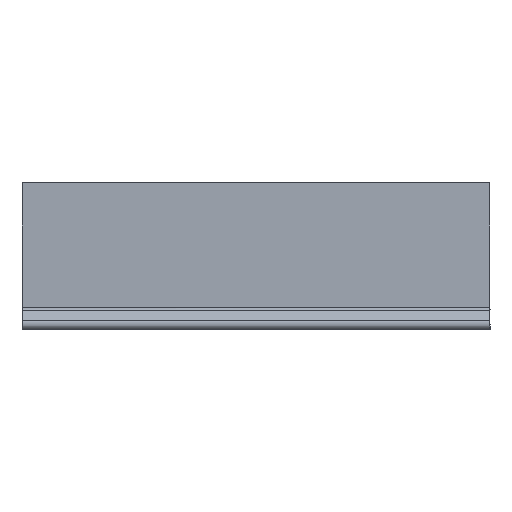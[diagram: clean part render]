
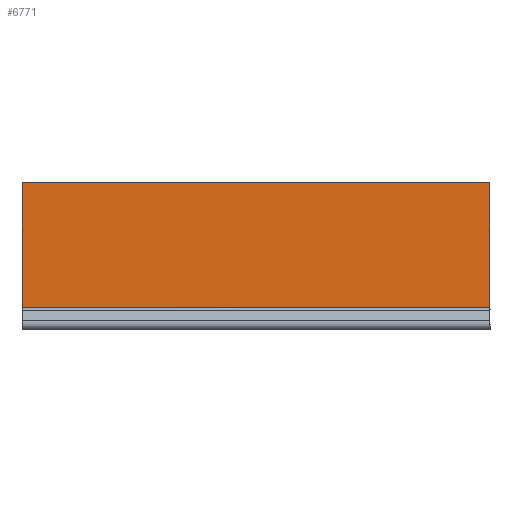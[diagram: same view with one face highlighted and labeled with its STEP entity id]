
A CAD part, left-side view. The second image highlights one B-rep face of the part: STEP entity #6771.
In plain terms, the highlighted planar face has unit normal (-1, 0, 0).
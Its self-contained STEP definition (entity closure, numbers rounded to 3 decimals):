
#55 = PLANE('',#56);
#56 = AXIS2_PLACEMENT_3D('',#57,#58,#59);
#57 = CARTESIAN_POINT('',(171.732,-60.,40.097));
#58 = DIRECTION('',(0.,1.,0.));
#59 = DIRECTION('',(0.,0.,-1.));
#83 = PLANE('',#84);
#84 = AXIS2_PLACEMENT_3D('',#85,#86,#87);
#85 = CARTESIAN_POINT('',(171.732,-60.,40.097));
#86 = DIRECTION('',(0.,0.,-1.));
#87 = DIRECTION('',(1.,0.,0.));
#325 = PLANE('',#326);
#326 = AXIS2_PLACEMENT_3D('',#327,#328,#329);
#327 = CARTESIAN_POINT('',(171.732,90.,40.097));
#328 = DIRECTION('',(0.,1.,0.));
#329 = DIRECTION('',(0.,0.,-1.));
#582 = VERTEX_POINT('',#583);
#583 = CARTESIAN_POINT('',(71.732,-60.,40.097));
#604 = EDGE_CURVE('',#582,#605,#607,.T.);
#605 = VERTEX_POINT('',#606);
#606 = CARTESIAN_POINT('',(71.732,-60.,0.097));
#607 = SURFACE_CURVE('',#608,(#612,#619),.PCURVE_S1.);
#608 = LINE('',#609,#610);
#609 = CARTESIAN_POINT('',(71.732,-60.,40.097));
#610 = VECTOR('',#611,1.);
#611 = DIRECTION('',(0.,0.,-1.));
#612 = PCURVE('',#55,#613);
#613 = DEFINITIONAL_REPRESENTATION('',(#614),#618);
#614 = LINE('',#615,#616);
#615 = CARTESIAN_POINT('',(0.,100.));
#616 = VECTOR('',#617,1.);
#617 = DIRECTION('',(1.,0.));
#618 = ( GEOMETRIC_REPRESENTATION_CONTEXT(2) 
PARAMETRIC_REPRESENTATION_CONTEXT() REPRESENTATION_CONTEXT('2D SPACE',''
  ) );
#619 = PCURVE('',#620,#625);
#620 = PLANE('',#621);
#621 = AXIS2_PLACEMENT_3D('',#622,#623,#624);
#622 = CARTESIAN_POINT('',(71.732,-60.,40.097));
#623 = DIRECTION('',(1.,0.,0.));
#624 = DIRECTION('',(0.,0.,1.));
#625 = DEFINITIONAL_REPRESENTATION('',(#626),#630);
#626 = LINE('',#627,#628);
#627 = CARTESIAN_POINT('',(0.,0.));
#628 = VECTOR('',#629,1.);
#629 = DIRECTION('',(-1.,0.));
#630 = ( GEOMETRIC_REPRESENTATION_CONTEXT(2) 
PARAMETRIC_REPRESENTATION_CONTEXT() REPRESENTATION_CONTEXT('2D SPACE',''
  ) );
#648 = PLANE('',#649);
#649 = AXIS2_PLACEMENT_3D('',#650,#651,#652);
#650 = CARTESIAN_POINT('',(71.732,-60.,0.097));
#651 = DIRECTION('',(0.,0.,1.));
#652 = DIRECTION('',(-1.,-0.,0.));
#4774 = VERTEX_POINT('',#4775);
#4775 = CARTESIAN_POINT('',(71.732,90.,40.097));
#4796 = EDGE_CURVE('',#4774,#4797,#4799,.T.);
#4797 = VERTEX_POINT('',#4798);
#4798 = CARTESIAN_POINT('',(71.732,90.,0.097));
#4799 = SURFACE_CURVE('',#4800,(#4804,#4811),.PCURVE_S1.);
#4800 = LINE('',#4801,#4802);
#4801 = CARTESIAN_POINT('',(71.732,90.,40.097));
#4802 = VECTOR('',#4803,1.);
#4803 = DIRECTION('',(0.,0.,-1.));
#4804 = PCURVE('',#325,#4805);
#4805 = DEFINITIONAL_REPRESENTATION('',(#4806),#4810);
#4806 = LINE('',#4807,#4808);
#4807 = CARTESIAN_POINT('',(0.,100.));
#4808 = VECTOR('',#4809,1.);
#4809 = DIRECTION('',(1.,0.));
#4810 = ( GEOMETRIC_REPRESENTATION_CONTEXT(2) 
PARAMETRIC_REPRESENTATION_CONTEXT() REPRESENTATION_CONTEXT('2D SPACE',''
  ) );
#4811 = PCURVE('',#620,#4812);
#4812 = DEFINITIONAL_REPRESENTATION('',(#4813),#4817);
#4813 = LINE('',#4814,#4815);
#4814 = CARTESIAN_POINT('',(0.,-150.));
#4815 = VECTOR('',#4816,1.);
#4816 = DIRECTION('',(-1.,0.));
#4817 = ( GEOMETRIC_REPRESENTATION_CONTEXT(2) 
PARAMETRIC_REPRESENTATION_CONTEXT() REPRESENTATION_CONTEXT('2D SPACE',''
  ) );
#5343 = EDGE_CURVE('',#582,#4774,#5344,.T.);
#5344 = SURFACE_CURVE('',#5345,(#5349,#5356),.PCURVE_S1.);
#5345 = LINE('',#5346,#5347);
#5346 = CARTESIAN_POINT('',(71.732,-60.,40.097));
#5347 = VECTOR('',#5348,1.);
#5348 = DIRECTION('',(0.,1.,0.));
#5349 = PCURVE('',#83,#5350);
#5350 = DEFINITIONAL_REPRESENTATION('',(#5351),#5355);
#5351 = LINE('',#5352,#5353);
#5352 = CARTESIAN_POINT('',(-100.,0.));
#5353 = VECTOR('',#5354,1.);
#5354 = DIRECTION('',(-0.,-1.));
#5355 = ( GEOMETRIC_REPRESENTATION_CONTEXT(2) 
PARAMETRIC_REPRESENTATION_CONTEXT() REPRESENTATION_CONTEXT('2D SPACE',''
  ) );
#5356 = PCURVE('',#620,#5357);
#5357 = DEFINITIONAL_REPRESENTATION('',(#5358),#5362);
#5358 = LINE('',#5359,#5360);
#5359 = CARTESIAN_POINT('',(-0.,0.));
#5360 = VECTOR('',#5361,1.);
#5361 = DIRECTION('',(0.,-1.));
#5362 = ( GEOMETRIC_REPRESENTATION_CONTEXT(2) 
PARAMETRIC_REPRESENTATION_CONTEXT() REPRESENTATION_CONTEXT('2D SPACE',''
  ) );
#6748 = EDGE_CURVE('',#605,#4797,#6749,.T.);
#6749 = SURFACE_CURVE('',#6750,(#6754,#6761),.PCURVE_S1.);
#6750 = LINE('',#6751,#6752);
#6751 = CARTESIAN_POINT('',(71.732,-60.,0.097));
#6752 = VECTOR('',#6753,1.);
#6753 = DIRECTION('',(0.,1.,0.));
#6754 = PCURVE('',#648,#6755);
#6755 = DEFINITIONAL_REPRESENTATION('',(#6756),#6760);
#6756 = LINE('',#6757,#6758);
#6757 = CARTESIAN_POINT('',(-0.,0.));
#6758 = VECTOR('',#6759,1.);
#6759 = DIRECTION('',(-0.,-1.));
#6760 = ( GEOMETRIC_REPRESENTATION_CONTEXT(2) 
PARAMETRIC_REPRESENTATION_CONTEXT() REPRESENTATION_CONTEXT('2D SPACE',''
  ) );
#6761 = PCURVE('',#620,#6762);
#6762 = DEFINITIONAL_REPRESENTATION('',(#6763),#6767);
#6763 = LINE('',#6764,#6765);
#6764 = CARTESIAN_POINT('',(-40.,0.));
#6765 = VECTOR('',#6766,1.);
#6766 = DIRECTION('',(0.,-1.));
#6767 = ( GEOMETRIC_REPRESENTATION_CONTEXT(2) 
PARAMETRIC_REPRESENTATION_CONTEXT() REPRESENTATION_CONTEXT('2D SPACE',''
  ) );
#6771 = ADVANCED_FACE('',(#6772),#620,.F.);
#6772 = FACE_BOUND('',#6773,.T.);
#6773 = EDGE_LOOP('',(#6774,#6775,#6776,#6777));
#6774 = ORIENTED_EDGE('',*,*,#5343,.T.);
#6775 = ORIENTED_EDGE('',*,*,#4796,.T.);
#6776 = ORIENTED_EDGE('',*,*,#6748,.F.);
#6777 = ORIENTED_EDGE('',*,*,#604,.F.);
